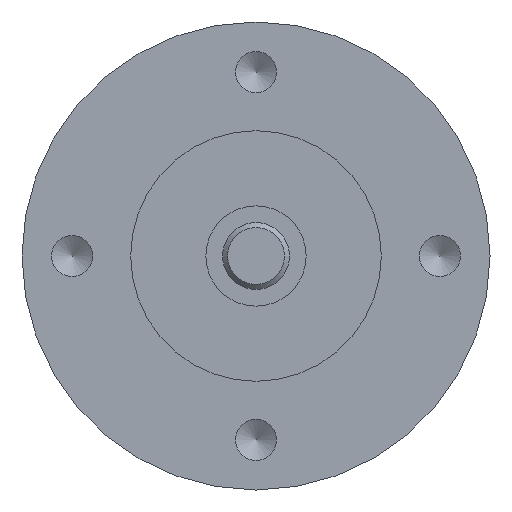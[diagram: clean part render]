
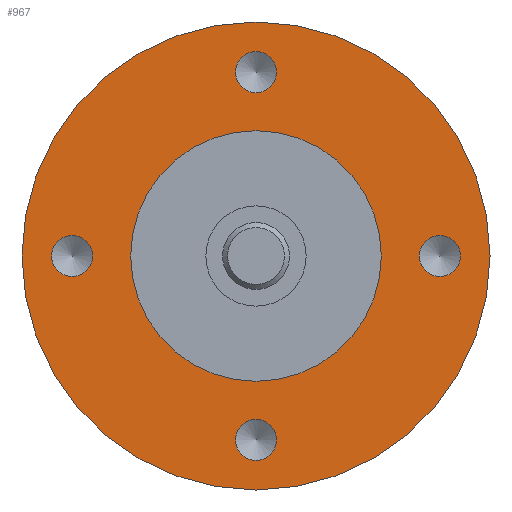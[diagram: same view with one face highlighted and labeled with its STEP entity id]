
A CAD part, front view. The second image highlights one B-rep face of the part: STEP entity #967.
In plain terms, the highlighted planar face has unit normal (0, -1, 0).
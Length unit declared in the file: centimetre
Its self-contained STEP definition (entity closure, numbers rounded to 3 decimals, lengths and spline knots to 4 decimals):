
#46=PLANE('',#1108);
#99=FACE_BOUND('',#281,.T.);
#100=FACE_BOUND('',#282,.T.);
#101=FACE_BOUND('',#283,.T.);
#102=FACE_BOUND('',#284,.T.);
#103=FACE_BOUND('',#285,.T.);
#171=FACE_OUTER_BOUND('',#280,.T.);
#280=EDGE_LOOP('',(#795));
#281=EDGE_LOOP('',(#796));
#282=EDGE_LOOP('',(#797));
#283=EDGE_LOOP('',(#798));
#284=EDGE_LOOP('',(#799));
#285=EDGE_LOOP('',(#800));
#436=CIRCLE('',#1090,0.123);
#438=CIRCLE('',#1093,0.123);
#440=CIRCLE('',#1096,0.123);
#442=CIRCLE('',#1099,0.123);
#446=CIRCLE('',#1107,1.4);
#447=CIRCLE('',#1109,0.75);
#527=VERTEX_POINT('',#1676);
#529=VERTEX_POINT('',#1681);
#531=VERTEX_POINT('',#1686);
#533=VERTEX_POINT('',#1691);
#537=VERTEX_POINT('',#1703);
#538=VERTEX_POINT('',#1706);
#630=EDGE_CURVE('',#527,#527,#436,.T.);
#632=EDGE_CURVE('',#529,#529,#438,.T.);
#634=EDGE_CURVE('',#531,#531,#440,.T.);
#636=EDGE_CURVE('',#533,#533,#442,.T.);
#640=EDGE_CURVE('',#537,#537,#446,.T.);
#641=EDGE_CURVE('',#538,#538,#447,.T.);
#795=ORIENTED_EDGE('',*,*,#640,.T.);
#796=ORIENTED_EDGE('',*,*,#630,.T.);
#797=ORIENTED_EDGE('',*,*,#632,.T.);
#798=ORIENTED_EDGE('',*,*,#634,.T.);
#799=ORIENTED_EDGE('',*,*,#636,.T.);
#800=ORIENTED_EDGE('',*,*,#641,.F.);
#967=ADVANCED_FACE('',(#171,#99,#100,#101,#102,#103),#46,.T.);
#1090=AXIS2_PLACEMENT_3D('',#1677,#1335,#1336);
#1093=AXIS2_PLACEMENT_3D('',#1682,#1341,#1342);
#1096=AXIS2_PLACEMENT_3D('',#1687,#1347,#1348);
#1099=AXIS2_PLACEMENT_3D('',#1692,#1353,#1354);
#1107=AXIS2_PLACEMENT_3D('',#1704,#1369,#1370);
#1108=AXIS2_PLACEMENT_3D('',#1705,#1371,#1372);
#1109=AXIS2_PLACEMENT_3D('',#1707,#1373,#1374);
#1335=DIRECTION('center_axis',(0.,1.,0.));
#1336=DIRECTION('ref_axis',(0.,0.,1.));
#1341=DIRECTION('center_axis',(0.,1.,0.));
#1342=DIRECTION('ref_axis',(0.,0.,1.));
#1347=DIRECTION('center_axis',(0.,1.,0.));
#1348=DIRECTION('ref_axis',(0.,0.,1.));
#1353=DIRECTION('center_axis',(0.,1.,0.));
#1354=DIRECTION('ref_axis',(0.,0.,1.));
#1369=DIRECTION('center_axis',(0.,-1.,0.));
#1370=DIRECTION('ref_axis',(0.,0.,1.));
#1371=DIRECTION('center_axis',(0.,-1.,0.));
#1372=DIRECTION('ref_axis',(0.,0.,1.));
#1373=DIRECTION('center_axis',(0.,-1.,0.));
#1374=DIRECTION('ref_axis',(0.,0.,1.));
#1676=CARTESIAN_POINT('',(6.6727,0.0171,4.6229));
#1677=CARTESIAN_POINT('Origin',(6.6727,0.0171,4.5));
#1681=CARTESIAN_POINT('',(6.6727,0.0171,6.8229));
#1682=CARTESIAN_POINT('Origin',(6.6727,0.0171,6.7));
#1686=CARTESIAN_POINT('',(5.5727,0.0171,5.7229));
#1687=CARTESIAN_POINT('Origin',(5.5727,0.0171,5.6));
#1691=CARTESIAN_POINT('',(7.7727,0.0171,5.7229));
#1692=CARTESIAN_POINT('Origin',(7.7727,0.0171,5.6));
#1703=CARTESIAN_POINT('',(6.6727,0.0171,7.));
#1704=CARTESIAN_POINT('Origin',(6.6727,0.0171,5.6));
#1705=CARTESIAN_POINT('Origin',(6.6727,0.0171,6.35));
#1706=CARTESIAN_POINT('',(6.6727,0.0171,6.35));
#1707=CARTESIAN_POINT('Origin',(6.6727,0.0171,5.6));
